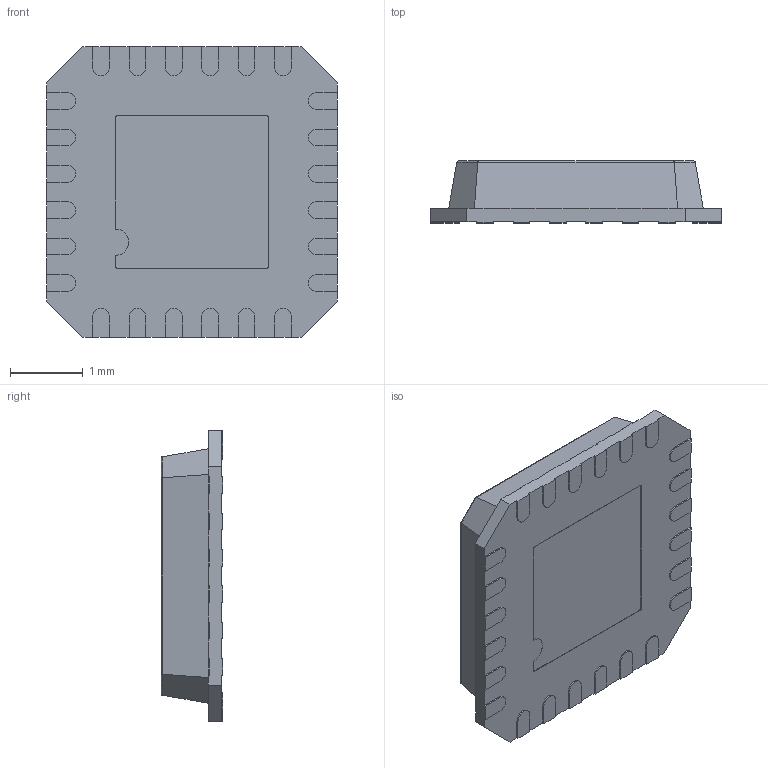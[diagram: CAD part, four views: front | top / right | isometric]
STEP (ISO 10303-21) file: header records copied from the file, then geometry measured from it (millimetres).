
FILE_DESCRIPTION (( 'STEP AP214' ), '1' );
FILE_NAME ('Microchip LFCSP-24 CP-24-8 v3.STEP', '2018-02-13T16:43:54', ( '' ), ( '' ), 'SwSTEP 2.0', 'SolidWorks 2016', '' );
FILE_SCHEMA (( 'AUTOMOTIVE_DESIGN' ));
Length unit declared in the file: millimetre
Products named in the file (1): Microchip LFCSP-24 CP-24-8  v3
Bounding box: 4 x 0.85 x 4 mm (x, y, z)
Volume: 10.1 mm3; surface area: 41.3 mm2
Topology: 1 solids, 1 shells, 262 faces, 718 edges, 460 vertices
Faces by surface type: plane 216, cylinder 43, bspline 3
Entity records: 9194 total; most frequent: CARTESIAN_POINT 1636, ORIENTED_EDGE 1436, DIRECTION 1294, EDGE_CURVE 718, VECTOR 634, LINE 634, VERTEX_POINT 460, AXIS2_PLACEMENT_3D 330
